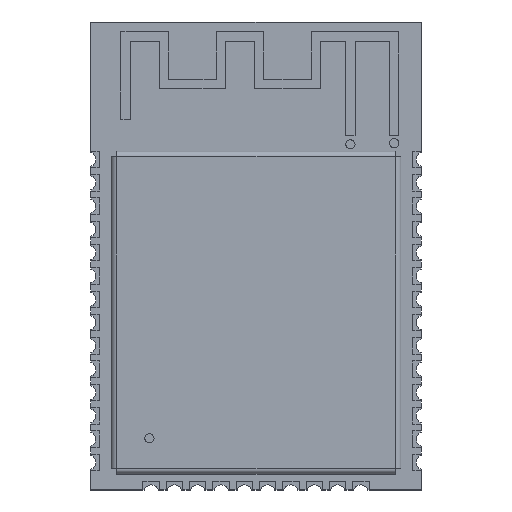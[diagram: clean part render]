
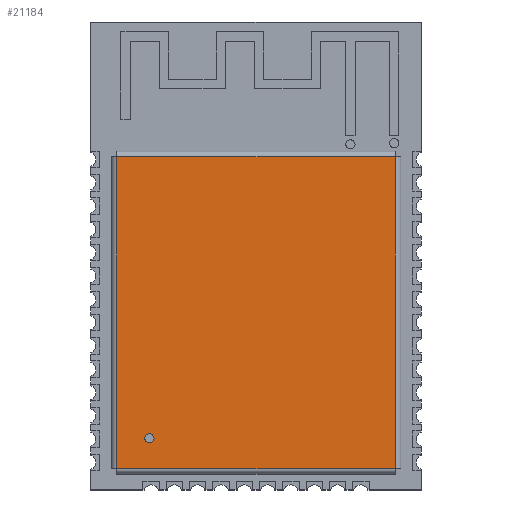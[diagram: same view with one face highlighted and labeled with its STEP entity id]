
A CAD part, top view. The second image highlights one B-rep face of the part: STEP entity #21184.
In plain terms, the highlighted planar face has unit normal (0, 0, 1).
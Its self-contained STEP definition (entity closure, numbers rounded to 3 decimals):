
#250 = LINE ( 'NONE', #16261, #7082 ) ;
#1069 = VERTEX_POINT ( 'NONE', #7250 ) ;
#1783 = FACE_OUTER_BOUND ( 'NONE', #5801, .T. ) ;
#2224 = CARTESIAN_POINT ( 'NONE',  ( -7.6, 1.305, 3.25 ) ) ;
#2291 = VECTOR ( 'NONE', #20389, 1000. ) ;
#2588 = LINE ( 'NONE', #16648, #2291 ) ;
#5164 = VERTEX_POINT ( 'NONE', #6266 ) ;
#5520 = ORIENTED_EDGE ( 'NONE', *, *, #12934, .F. ) ;
#5801 = EDGE_LOOP ( 'NONE', ( #5520, #22404, #12988, #24841 ) ) ;
#6266 = CARTESIAN_POINT ( 'NONE',  ( 7.6, 5.405, 3.25 ) ) ;
#7082 = VECTOR ( 'NONE', #16398, 1000. ) ;
#7250 = CARTESIAN_POINT ( 'NONE',  ( -7.6, -11.595, 3.25 ) ) ;
#9530 = PLANE ( 'NONE',  #13437 ) ;
#9651 = CARTESIAN_POINT ( 'NONE',  ( 0., -3.095, 3.25 ) ) ;
#11229 = CARTESIAN_POINT ( 'NONE',  ( -7.6, 5.405, 3.25 ) ) ;
#12345 = VERTEX_POINT ( 'NONE', #11229 ) ;
#12934 = EDGE_CURVE ( 'NONE', #19144, #1069, #18248, .T. ) ;
#12988 = ORIENTED_EDGE ( 'NONE', *, *, #25369, .F. ) ;
#13437 = AXIS2_PLACEMENT_3D ( 'NONE', #9651, #25414, #14796 ) ;
#14203 = EDGE_CURVE ( 'NONE', #1069, #12345, #19903, .T. ) ;
#14221 = DIRECTION ( 'NONE',  ( 0., 1., 0. ) ) ;
#14535 = EDGE_CURVE ( 'NONE', #5164, #19144, #250, .T. ) ;
#14796 = DIRECTION ( 'NONE',  ( 1., 0., 0. ) ) ;
#16261 = CARTESIAN_POINT ( 'NONE',  ( 7.6, -7.495, 3.25 ) ) ;
#16398 = DIRECTION ( 'NONE',  ( 0., -1., 0. ) ) ;
#16648 = CARTESIAN_POINT ( 'NONE',  ( 3.95, 5.405, 3.25 ) ) ;
#18248 = LINE ( 'NONE', #20195, #21032 ) ;
#19144 = VERTEX_POINT ( 'NONE', #24173 ) ;
#19903 = LINE ( 'NONE', #2224, #22711 ) ;
#20195 = CARTESIAN_POINT ( 'NONE',  ( -3.95, -11.595, 3.25 ) ) ;
#20389 = DIRECTION ( 'NONE',  ( 1., 0., 0. ) ) ;
#21032 = VECTOR ( 'NONE', #24190, 1000. ) ;
#21184 = ADVANCED_FACE ( 'NONE', ( #1783 ), #9530, .T. ) ;
#22404 = ORIENTED_EDGE ( 'NONE', *, *, #14535, .F. ) ;
#22711 = VECTOR ( 'NONE', #14221, 1000. ) ;
#24173 = CARTESIAN_POINT ( 'NONE',  ( 7.6, -11.595, 3.25 ) ) ;
#24190 = DIRECTION ( 'NONE',  ( -1., 0., 0. ) ) ;
#24841 = ORIENTED_EDGE ( 'NONE', *, *, #14203, .F. ) ;
#25369 = EDGE_CURVE ( 'NONE', #12345, #5164, #2588, .T. ) ;
#25414 = DIRECTION ( 'NONE',  ( 0., 0., 1. ) ) ;
